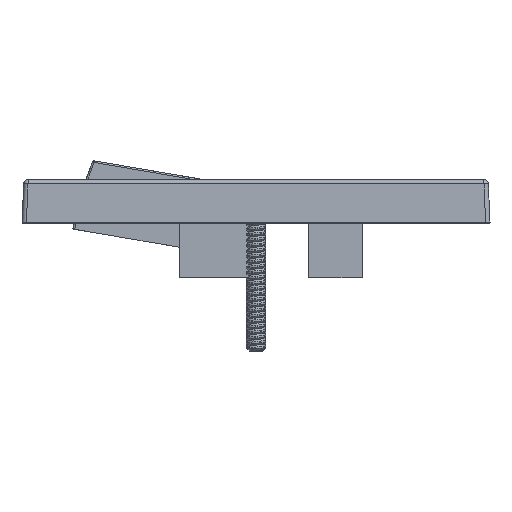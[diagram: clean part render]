
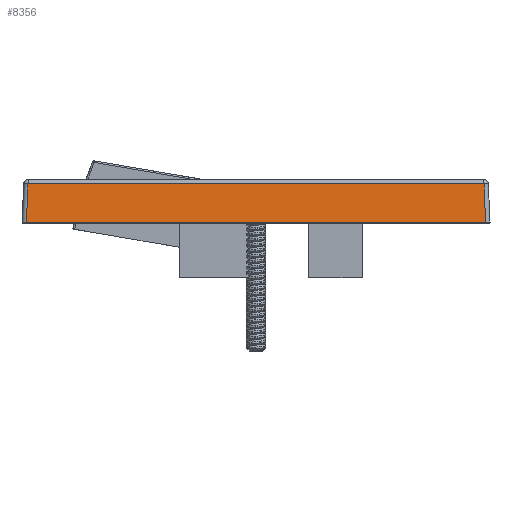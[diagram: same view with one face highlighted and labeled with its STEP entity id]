
A CAD part, left-side view. The second image highlights one B-rep face of the part: STEP entity #8356.
In plain terms, the highlighted planar face has unit normal (-0.999, 0, 0.044).
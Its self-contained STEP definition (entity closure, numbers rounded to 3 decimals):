
#7335 = VERTEX_POINT ( 'NONE', #16367 ) ;
#7338 = VERTEX_POINT ( 'NONE', #16330 ) ;
#7340 = VERTEX_POINT ( 'NONE', #16258 ) ;
#8087 = EDGE_CURVE ( 'NONE', #7335, #7340, #15387, .T. ) ;
#8088 = EDGE_CURVE ( 'NONE', #7340, #9725, #15386, .T. ) ;
#8089 = EDGE_CURVE ( 'NONE', #9725, #7338, #15391, .T. ) ;
#8090 = EDGE_CURVE ( 'NONE', #7338, #7335, #15393, .T. ) ;
#8356 = ADVANCED_FACE ( 'NONE', ( #17887 ), #20387, .T. ) ;
#9054 = ORIENTED_EDGE ( 'NONE', *, *, #8090, .T. ) ;
#9055 = ORIENTED_EDGE ( 'NONE', *, *, #8089, .T. ) ;
#9056 = ORIENTED_EDGE ( 'NONE', *, *, #8088, .T. ) ;
#9057 = ORIENTED_EDGE ( 'NONE', *, *, #8087, .T. ) ;
#9176 = EDGE_LOOP ( 'NONE', ( #9057, #9056, #9055, #9054 ) ) ;
#9725 = VERTEX_POINT ( 'NONE', #22576 ) ;
#15386 = LINE ( 'NONE', #15873, #15392 ) ;
#15387 = LINE ( 'NONE', #15877, #15390 ) ;
#15390 = VECTOR ( 'NONE', #15879, 1000. ) ;
#15391 = LINE ( 'NONE', #15881, #15394 ) ;
#15392 = VECTOR ( 'NONE', #15880, 1000. ) ;
#15393 = LINE ( 'NONE', #15883, #15396 ) ;
#15394 = VECTOR ( 'NONE', #15882, 1000. ) ;
#15396 = VECTOR ( 'NONE', #15884, 1000. ) ;
#15873 = CARTESIAN_POINT ( 'NONE',  ( -42.995, -42.201, 0.104 ) ) ;
#15877 = CARTESIAN_POINT ( 'NONE',  ( -42.571, 41.772, 9.82 ) ) ;
#15879 = DIRECTION ( 'NONE',  ( -0.044, 0.044, -0.998 ) ) ;
#15880 = DIRECTION ( 'NONE',  ( 0., -1., 0. ) ) ;
#15881 = CARTESIAN_POINT ( 'NONE',  ( -42.571, -41.772, 9.82 ) ) ;
#15882 = DIRECTION ( 'NONE',  ( 0.044, 0.044, 0.998 ) ) ;
#15883 = CARTESIAN_POINT ( 'NONE',  ( -42.684, 0., 7.235 ) ) ;
#15884 = DIRECTION ( 'NONE',  ( 0., 1., 0. ) ) ;
#16258 = CARTESIAN_POINT ( 'NONE',  ( -42.995, 42.196, 0.104 ) ) ;
#16330 = CARTESIAN_POINT ( 'NONE',  ( -42.684, -41.885, 7.235 ) ) ;
#16350 = AXIS2_PLACEMENT_3D ( 'NONE', #20382, #20389, #20390 ) ;
#16367 = CARTESIAN_POINT ( 'NONE',  ( -42.684, 41.885, 7.235 ) ) ;
#17887 = FACE_OUTER_BOUND ( 'NONE', #9176, .T. ) ;
#20382 = CARTESIAN_POINT ( 'NONE',  ( -42.651, 0., 8. ) ) ;
#20387 = PLANE ( 'NONE',  #16350 ) ;
#20389 = DIRECTION ( 'NONE',  ( -0.999, 0., 0.044 ) ) ;
#20390 = DIRECTION ( 'NONE',  ( 0., 1., 0. ) ) ;
#22576 = CARTESIAN_POINT ( 'NONE',  ( -42.995, -42.196, 0.104 ) ) ;
